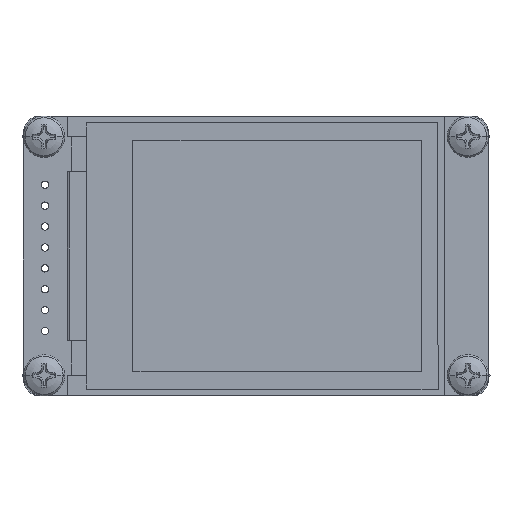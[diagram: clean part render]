
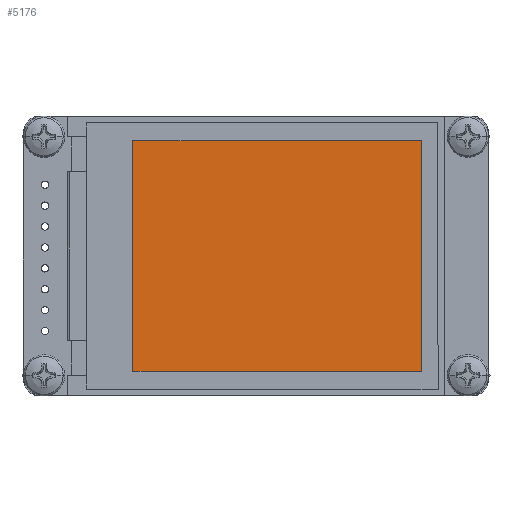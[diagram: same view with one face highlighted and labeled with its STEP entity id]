
A CAD part, top view. The second image highlights one B-rep face of the part: STEP entity #5176.
In plain terms, the highlighted planar face has unit normal (0, 0, 1).
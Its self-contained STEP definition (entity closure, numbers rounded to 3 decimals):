
#4351=DIRECTION('',(1.,0.,0.));
#4352=VECTOR('',#4351,28.03);
#4353=CARTESIAN_POINT('',(-14.015,17.52,2.2));
#4354=LINE('',#4353,#4352);
#4358=DIRECTION('',(0.,1.,0.));
#4359=VECTOR('',#4358,35.04);
#4360=CARTESIAN_POINT('',(14.015,-17.52,2.2));
#4361=LINE('',#4360,#4359);
#4365=DIRECTION('',(1.,0.,0.));
#4366=VECTOR('',#4365,28.03);
#4367=CARTESIAN_POINT('',(-14.015,-17.52,2.2));
#4368=LINE('',#4367,#4366);
#4372=DIRECTION('',(0.,1.,0.));
#4373=VECTOR('',#4372,35.04);
#4374=CARTESIAN_POINT('',(-14.015,-17.52,2.2));
#4375=LINE('',#4374,#4373);
#4818=CARTESIAN_POINT('',(-14.015,17.52,2.2));
#4819=CARTESIAN_POINT('',(14.015,17.52,2.2));
#4820=VERTEX_POINT('',#4818);
#4821=VERTEX_POINT('',#4819);
#4822=CARTESIAN_POINT('',(14.015,-17.52,2.2));
#4823=VERTEX_POINT('',#4822);
#4824=CARTESIAN_POINT('',(-14.015,-17.52,2.2));
#4825=VERTEX_POINT('',#4824);
#5162=CARTESIAN_POINT('',(0.,0.,2.2));
#5163=DIRECTION('',(0.,0.,1.));
#5164=DIRECTION('',(1.,0.,0.));
#5165=AXIS2_PLACEMENT_3D('',#5162,#5163,#5164);
#5166=PLANE('',#5165);
#5167=ORIENTED_EDGE('',*,*,#5152,.T.);
#5169=ORIENTED_EDGE('',*,*,#5168,.F.);
#5171=ORIENTED_EDGE('',*,*,#5170,.F.);
#5173=ORIENTED_EDGE('',*,*,#5172,.T.);
#5174=EDGE_LOOP('',(#5167,#5169,#5171,#5173));
#5175=FACE_OUTER_BOUND('',#5174,.F.);
#5176=ADVANCED_FACE('',(#5175),#5166,.T.);
#5152=EDGE_CURVE('',#4820,#4821,#4354,.T.);
#5168=EDGE_CURVE('',#4823,#4821,#4361,.T.);
#5170=EDGE_CURVE('',#4825,#4823,#4368,.T.);
#5172=EDGE_CURVE('',#4825,#4820,#4375,.T.);
